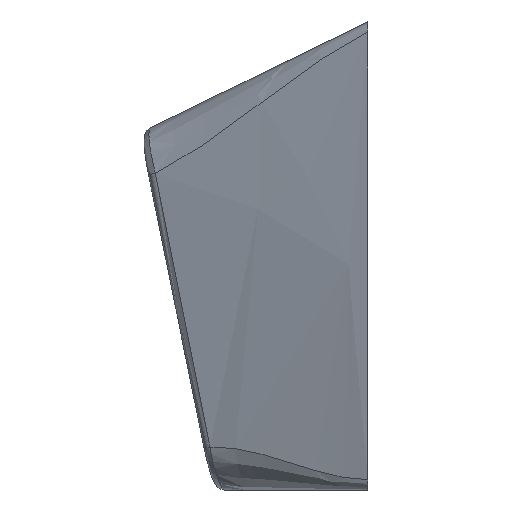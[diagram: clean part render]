
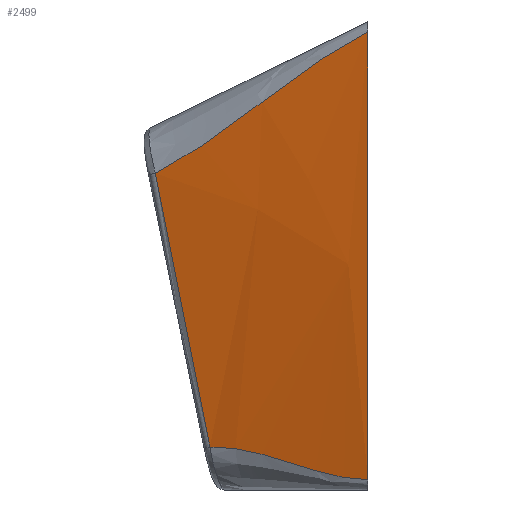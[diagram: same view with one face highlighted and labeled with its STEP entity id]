
A CAD part, left-side view. The second image highlights one B-rep face of the part: STEP entity #2499.
In plain terms, the highlighted free-form (B-spline) face has degree [3, 1] with [6, 2] control points.
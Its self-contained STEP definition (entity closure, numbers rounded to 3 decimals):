
#2276=VERTEX_POINT('',#2277);
#2277=CARTESIAN_POINT('',(0.0,0.0,-0.383));
#2289=EDGE_CURVE('',#2276,#2290,#2292,.F.);
#2290=VERTEX_POINT('',#2291);
#2291=CARTESIAN_POINT('',(0.0,0.0,-17.6));
#2292=LINE('',#2293,#2294);
#2293=CARTESIAN_POINT('',(0.0,0.0,0.0));
#2294=VECTOR('',#2295,1.0);
#2295=DIRECTION('',(0.0,0.0,1.0));
#2499=ADVANCED_FACE('',(#2500),#2607,.F.);
#2500=FACE_BOUND('',#2501,.T.);
#2501=EDGE_LOOP('',(#2502,#2544,#2559,#2606));
#2502=ORIENTED_EDGE('',*,*,#2503,.T.);
#2503=EDGE_CURVE('',#2276,#2504,#2506,.T.);
#2504=VERTEX_POINT('',#2505);
#2505=CARTESIAN_POINT('',(2.898,8.172,-5.817));
#2506=B_SPLINE_CURVE_WITH_KNOTS('',4,(#2507,#2508,#2509,#2510,#2511,#2512,#2513,#2514,#2515,#2516,#2517,#2518,#2519,#2520,#2521,#2522,#2523,#2524,#2525,#2526,#2527,#2528,#2529,#2530,#2531,#2532,#2533,#2534,#2535,#2536,#2537,#2538,#2539,#2540,#2541,#2542,#2543),.UNSPECIFIED.,.F.,.U.,(5,4,4,4,4,4,4,4,4,5),(0.0,0.125,0.25,0.375,0.5,0.625,0.75,0.875,0.938,0.969),.UNSPECIFIED.);
#2507=CARTESIAN_POINT('',(0.,0.,-0.383));
#2508=CARTESIAN_POINT('',(0.092,0.267,-0.517));
#2509=CARTESIAN_POINT('',(0.185,0.539,-0.664));
#2510=CARTESIAN_POINT('',(0.28,0.815,-0.823));
#2511=CARTESIAN_POINT('',(0.377,1.096,-0.993));
#2512=CARTESIAN_POINT('',(0.464,1.35,-1.148));
#2513=CARTESIAN_POINT('',(0.555,1.612,-1.315));
#2514=CARTESIAN_POINT('',(0.648,1.881,-1.494));
#2515=CARTESIAN_POINT('',(0.744,2.157,-1.683));
#2516=CARTESIAN_POINT('',(0.827,2.394,-1.847));
#2517=CARTESIAN_POINT('',(0.915,2.647,-2.026));
#2518=CARTESIAN_POINT('',(1.008,2.914,-2.219));
#2519=CARTESIAN_POINT('',(1.107,3.195,-2.426));
#2520=CARTESIAN_POINT('',(1.177,3.392,-2.572));
#2521=CARTESIAN_POINT('',(1.261,3.63,-2.75));
#2522=CARTESIAN_POINT('',(1.359,3.906,-2.958));
#2523=CARTESIAN_POINT('',(1.471,4.222,-3.195));
#2524=CARTESIAN_POINT('',(1.613,4.619,-3.495));
#2525=CARTESIAN_POINT('',(1.722,4.921,-3.72));
#2526=CARTESIAN_POINT('',(1.798,5.131,-3.876));
#2527=CARTESIAN_POINT('',(1.84,5.249,-3.962));
#2528=CARTESIAN_POINT('',(1.946,5.542,-4.177));
#2529=CARTESIAN_POINT('',(2.044,5.813,-4.37));
#2530=CARTESIAN_POINT('',(2.134,6.062,-4.544));
#2531=CARTESIAN_POINT('',(2.217,6.289,-4.698));
#2532=CARTESIAN_POINT('',(2.321,6.575,-4.89));
#2533=CARTESIAN_POINT('',(2.419,6.847,-5.067));
#2534=CARTESIAN_POINT('',(2.514,7.107,-5.227));
#2535=CARTESIAN_POINT('',(2.604,7.355,-5.373));
#2536=CARTESIAN_POINT('',(2.654,7.495,-5.455));
#2537=CARTESIAN_POINT('',(2.704,7.633,-5.533));
#2538=CARTESIAN_POINT('',(2.753,7.769,-5.607));
#2539=CARTESIAN_POINT('',(2.801,7.902,-5.677));
#2540=CARTESIAN_POINT('',(2.819,7.953,-5.704));
#2541=CARTESIAN_POINT('',(2.841,8.014,-5.736));
#2542=CARTESIAN_POINT('',(2.867,8.088,-5.774));
#2543=CARTESIAN_POINT('',(2.898,8.172,-5.817));
#2544=ORIENTED_EDGE('',*,*,#2545,.T.);
#2545=EDGE_CURVE('',#2504,#2546,#2548,.T.);
#2546=VERTEX_POINT('',#2547);
#2547=CARTESIAN_POINT('',(2.877,6.073,-16.347));
#2548=B_SPLINE_CURVE_WITH_KNOTS('',3,(#2549,#2550,#2551,#2552,#2553,#2554,#2555,#2556,#2557,#2558),.UNSPECIFIED.,.F.,.U.,(4,2,2,2,4),(-5.158,0.,5.369,10.738,15.896),.UNSPECIFIED.);
#2549=CARTESIAN_POINT('',(2.906,9.188,-0.76));
#2550=CARTESIAN_POINT('',(2.903,8.848,-2.445));
#2551=CARTESIAN_POINT('',(2.901,8.51,-4.131));
#2552=CARTESIAN_POINT('',(2.894,7.82,-7.571));
#2553=CARTESIAN_POINT('',(2.891,7.469,-9.326));
#2554=CARTESIAN_POINT('',(2.884,6.769,-12.836));
#2555=CARTESIAN_POINT('',(2.881,6.421,-14.591));
#2556=CARTESIAN_POINT('',(2.873,5.74,-18.033));
#2557=CARTESIAN_POINT('',(2.87,5.408,-19.72));
#2558=CARTESIAN_POINT('',(2.867,5.078,-21.407));
#2559=ORIENTED_EDGE('',*,*,#2560,.T.);
#2560=EDGE_CURVE('',#2546,#2290,#2561,.T.);
#2561=B_SPLINE_CURVE_WITH_KNOTS('',4,(#2562,#2563,#2564,#2565,#2566,#2567,#2568,#2569,#2570,#2571,#2572,#2573,#2574,#2575,#2576,#2577,#2578,#2579,#2580,#2581,#2582,#2583,#2584,#2585,#2586,#2587,#2588,#2589,#2590,#2591,#2592,#2593,#2594,#2595,#2596,#2597,#2598,#2599,#2600,#2601,#2602,#2603,#2604,#2605),.UNSPECIFIED.,.F.,.U.,(5,4,4,4,4,4,4,3,4,4,4,5),(0.038,0.063,0.125,0.25,0.375,0.438,0.5,0.509,0.625,0.75,0.875,1.0),.UNSPECIFIED.);
#2562=CARTESIAN_POINT('',(2.877,6.073,-16.347));
#2563=CARTESIAN_POINT('',(2.857,6.03,-16.345));
#2564=CARTESIAN_POINT('',(2.839,5.993,-16.345));
#2565=CARTESIAN_POINT('',(2.825,5.962,-16.344));
#2566=CARTESIAN_POINT('',(2.813,5.938,-16.344));
#2567=CARTESIAN_POINT('',(2.768,5.841,-16.344));
#2568=CARTESIAN_POINT('',(2.723,5.743,-16.346));
#2569=CARTESIAN_POINT('',(2.676,5.643,-16.35));
#2570=CARTESIAN_POINT('',(2.629,5.54,-16.358));
#2571=CARTESIAN_POINT('',(2.544,5.358,-16.371));
#2572=CARTESIAN_POINT('',(2.455,5.165,-16.393));
#2573=CARTESIAN_POINT('',(2.362,4.961,-16.425));
#2574=CARTESIAN_POINT('',(2.264,4.746,-16.467));
#2575=CARTESIAN_POINT('',(2.186,4.577,-16.501));
#2576=CARTESIAN_POINT('',(2.099,4.389,-16.543));
#2577=CARTESIAN_POINT('',(2.004,4.181,-16.595));
#2578=CARTESIAN_POINT('',(1.899,3.954,-16.659));
#2579=CARTESIAN_POINT('',(1.862,3.873,-16.681));
#2580=CARTESIAN_POINT('',(1.819,3.78,-16.708));
#2581=CARTESIAN_POINT('',(1.77,3.675,-16.739));
#2582=CARTESIAN_POINT('',(1.716,3.558,-16.774));
#2583=CARTESIAN_POINT('',(1.67,3.459,-16.804));
#2584=CARTESIAN_POINT('',(1.624,3.36,-16.835));
#2585=CARTESIAN_POINT('',(1.578,3.261,-16.866));
#2586=CARTESIAN_POINT('',(1.531,3.163,-16.897));
#2587=CARTESIAN_POINT('',(1.523,3.146,-16.903));
#2588=CARTESIAN_POINT('',(1.516,3.129,-16.908));
#2589=CARTESIAN_POINT('',(1.508,3.112,-16.913));
#2590=CARTESIAN_POINT('',(1.404,2.89,-16.984));
#2591=CARTESIAN_POINT('',(1.315,2.701,-17.045));
#2592=CARTESIAN_POINT('',(1.232,2.528,-17.1));
#2593=CARTESIAN_POINT('',(1.158,2.371,-17.149));
#2594=CARTESIAN_POINT('',(1.055,2.157,-17.215));
#2595=CARTESIAN_POINT('',(0.958,1.954,-17.275));
#2596=CARTESIAN_POINT('',(0.865,1.762,-17.329));
#2597=CARTESIAN_POINT('',(0.777,1.581,-17.375));
#2598=CARTESIAN_POINT('',(0.676,1.372,-17.428));
#2599=CARTESIAN_POINT('',(0.578,1.172,-17.473));
#2600=CARTESIAN_POINT('',(0.483,0.978,-17.51));
#2601=CARTESIAN_POINT('',(0.39,0.79,-17.539));
#2602=CARTESIAN_POINT('',(0.291,0.589,-17.569));
#2603=CARTESIAN_POINT('',(0.193,0.391,-17.59));
#2604=CARTESIAN_POINT('',(0.096,0.194,-17.6));
#2605=CARTESIAN_POINT('',(0.,0.,-17.6));
#2606=ORIENTED_EDGE('',*,*,#2289,.F.);
#2607=B_SPLINE_SURFACE_WITH_KNOTS('',3,1,((#2608,#2609),(#2610,#2611),(#2612,#2613),(#2614,#2615),(#2616,#2617),(#2618,#2619)),.UNSPECIFIED.,.F.,.F.,.U.,(4,2,4),(2,2),(0.0,0.5,1.0),(0.0,1.0),.UNSPECIFIED.);
#2608=CARTESIAN_POINT('',(0.0,0.0,-18.0));
#2609=CARTESIAN_POINT('',(0.0,0.0,0.0));
#2610=CARTESIAN_POINT('',(0.5,1.0,-18.0));
#2611=CARTESIAN_POINT('',(0.5,1.467,-0.714));
#2612=CARTESIAN_POINT('',(1.0,2.0,-18.0));
#2613=CARTESIAN_POINT('',(1.0,2.933,-1.428));
#2614=CARTESIAN_POINT('',(2.0,4.0,-18.0));
#2615=CARTESIAN_POINT('',(2.0,5.867,-2.855));
#2616=CARTESIAN_POINT('',(2.5,5.0,-18.0));
#2617=CARTESIAN_POINT('',(2.5,7.333,-3.569));
#2618=CARTESIAN_POINT('',(3.0,6.0,-18.0));
#2619=CARTESIAN_POINT('',(3.0,8.8,-4.283));
